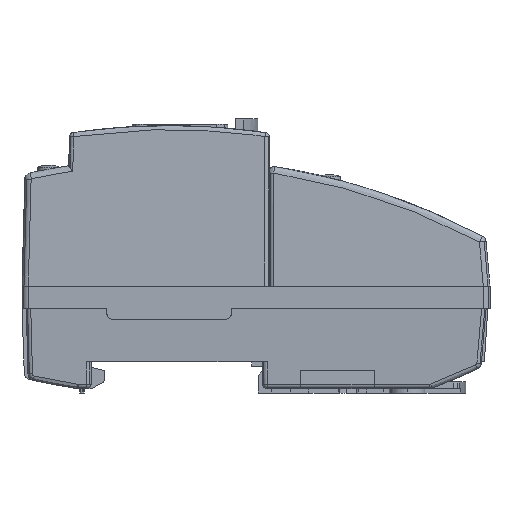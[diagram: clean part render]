
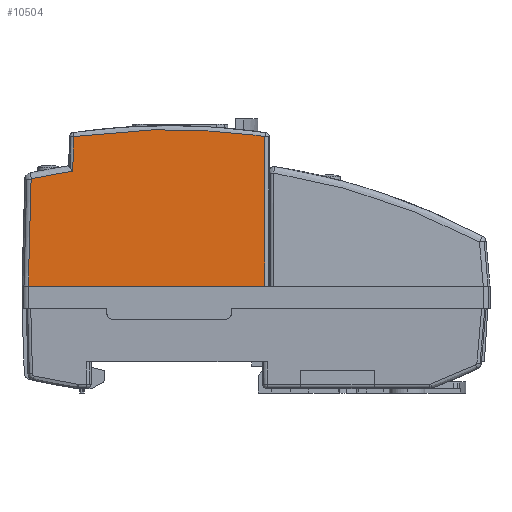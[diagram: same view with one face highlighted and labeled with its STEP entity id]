
A CAD part, left-side view. The second image highlights one B-rep face of the part: STEP entity #10504.
In plain terms, the highlighted planar face has unit normal (-1, 0, 0.026).
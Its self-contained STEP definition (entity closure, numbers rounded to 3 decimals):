
#1035 = CARTESIAN_POINT ( 'NONE',  ( 17.02, 75.871, 52.088 ) ) ;
#2187 = ORIENTED_EDGE ( 'NONE', *, *, #188770, .T. ) ;
#2224 = ORIENTED_EDGE ( 'NONE', *, *, #125069, .F. ) ;
#2715 = LINE ( 'NONE', #66953, #160518 ) ;
#9299 = VECTOR ( 'NONE', #44015, 1000. ) ;
#9793 = CARTESIAN_POINT ( 'NONE',  ( 16.98, 95.205, 50.555 ) ) ;
#10504 = ADVANCED_FACE ( 'NONE', ( #69782 ), #133993, .T. ) ;
#11634 = CARTESIAN_POINT ( 'NONE',  ( 16.772, 96.362, 42.603 ) ) ;
#12957 = CARTESIAN_POINT ( 'NONE',  ( 16.98, 52.38, 50.55 ) ) ;
#13885 = CARTESIAN_POINT ( 'NONE',  ( 16.73, 104.769, 40.994 ) ) ;
#14739 = EDGE_CURVE ( 'NONE', #106091, #140869, #127126, .T. ) ;
#14772 = CARTESIAN_POINT ( 'NONE',  ( 17.017, 66.663, 51.938 ) ) ;
#16798 = CARTESIAN_POINT ( 'NONE',  ( 16.261, 52.38, 23.07 ) ) ;
#17192 = DIRECTION ( 'NONE',  ( 0.026, 0., 1. ) ) ;
#22243 = EDGE_CURVE ( 'NONE', #163632, #140869, #2715, .T. ) ;
#24626 = EDGE_CURVE ( 'NONE', #106091, #106705, #185346, .T. ) ;
#24738 = CARTESIAN_POINT ( 'NONE',  ( 16.732, 104.698, 41.078 ) ) ;
#25626 = CARTESIAN_POINT ( 'NONE',  ( 16.98, 95.205, 50.555 ) ) ;
#25935 = CARTESIAN_POINT ( 'NONE',  ( 16.742, 102.977, 41.444 ) ) ;
#26128 = CARTESIAN_POINT ( 'NONE',  ( 16.102, 65.661, 17. ) ) ;
#29173 = LINE ( 'NONE', #77651, #171005 ) ;
#29527 = CARTESIAN_POINT ( 'NONE',  ( 16.99, 92.387, 50.943 ) ) ;
#30803 = CARTESIAN_POINT ( 'NONE',  ( 16.776, 95.402, 42.747 ) ) ;
#39180 = CARTESIAN_POINT ( 'NONE',  ( 16.102, 105.397, 17. ) ) ;
#44015 = DIRECTION ( 'NONE',  ( 0., 1., 0. ) ) ;
#44046 = CARTESIAN_POINT ( 'NONE',  ( 16.983, 53.178, 50.666 ) ) ;
#46587 = ORIENTED_EDGE ( 'NONE', *, *, #59883, .F. ) ;
#47642 = EDGE_CURVE ( 'NONE', #108061, #144842, #29173, .T. ) ;
#49027 = DIRECTION ( 'NONE',  ( 0.026, 0., 1. ) ) ;
#50101 = DIRECTION ( 'NONE',  ( -0.026, 0.026, -0.999 ) ) ;
#51892 = DIRECTION ( 'NONE',  ( 0.026, 0., 1. ) ) ;
#53020 = ORIENTED_EDGE ( 'NONE', *, *, #47642, .T. ) ;
#54271 = ORIENTED_EDGE ( 'NONE', *, *, #176424, .T. ) ;
#56601 = DIRECTION ( 'NONE',  ( -0.026, 0.017, -1. ) ) ;
#56878 = B_SPLINE_CURVE_WITH_KNOTS ( 'NONE', 3,
 ( #156524, #158618, #25935, #90190 ),
 .UNSPECIFIED., .F., .F.,
 ( 4, 4 ),
 ( 0., 1. ),
 .UNSPECIFIED. ) ;
#57257 = EDGE_LOOP ( 'NONE', ( #2224, #2187, #154101, #142250, #159908, #130754, #164125, #83964, #46587, #54271, #53020 ) ) ;
#59883 = EDGE_CURVE ( 'NONE', #181072, #91849, #70341, .T. ) ;
#64594 = CARTESIAN_POINT ( 'NONE',  ( 16.978, 95.195, 50.483 ) ) ;
#65212 = VERTEX_POINT ( 'NONE', #95144 ) ;
#65259 = CARTESIAN_POINT ( 'NONE',  ( 16.986, 93.797, 50.759 ) ) ;
#66953 = CARTESIAN_POINT ( 'NONE',  ( 16.301, 105.197, 24.627 ) ) ;
#67717 = DIRECTION ( 'NONE',  ( -1., 0., 0.026 ) ) ;
#68678 = EDGE_CURVE ( 'NONE', #196709, #114317, #56878, .T. ) ;
#69782 = FACE_OUTER_BOUND ( 'NONE', #57257, .T. ) ;
#70341 = B_SPLINE_CURVE_WITH_KNOTS ( 'NONE', 3,
 ( #25626, #65259, #29527, #89881, #189567, #173804, #145349, #1035, #80058, #206414, #77978, #185677, #14772, #144320, #160118, #207453, #175845, #158051 ),
 .UNSPECIFIED., .F., .F.,
 ( 4, 2, 2, 2, 2, 2, 2, 2, 4 ),
 ( 0., 0.105, 0.318, 0.451, 0.534, 0.617, 0.75, 0.963, 1. ),
 .UNSPECIFIED. ) ;
#77651 = CARTESIAN_POINT ( 'NONE',  ( 16.65, 95.486, 37.933 ) ) ;
#77751 = CARTESIAN_POINT ( 'NONE',  ( 16.986, 53.977, 50.776 ) ) ;
#77978 = CARTESIAN_POINT ( 'NONE',  ( 17.02, 71.378, 52.083 ) ) ;
#78050 = CARTESIAN_POINT ( 'NONE',  ( 16.763, 98.466, 42.268 ) ) ;
#79002 = CARTESIAN_POINT ( 'NONE',  ( 16.773, 96.042, 42.652 ) ) ;
#80058 = CARTESIAN_POINT ( 'NONE',  ( 17.021, 74.748, 52.1 ) ) ;
#83964 = ORIENTED_EDGE ( 'NONE', *, *, #171926, .F. ) ;
#89881 = CARTESIAN_POINT ( 'NONE',  ( 17.003, 88.117, 51.438 ) ) ;
#90190 = CARTESIAN_POINT ( 'NONE',  ( 16.732, 104.698, 41.078 ) ) ;
#91849 = VERTEX_POINT ( 'NONE', #111365 ) ;
#92810 = CARTESIAN_POINT ( 'NONE',  ( 16.759, 99.515, 42.084 ) ) ;
#95135 = CIRCLE ( 'NONE', #206059, 0.089 ) ;
#95144 = CARTESIAN_POINT ( 'NONE',  ( 16.772, 96.362, 42.603 ) ) ;
#96589 = EDGE_CURVE ( 'NONE', #114317, #163632, #95135, .T. ) ;
#97215 = DIRECTION ( 'NONE',  ( -1., 0., 0.026 ) ) ;
#105706 = B_SPLINE_CURVE_WITH_KNOTS ( 'NONE', 3,
 ( #206480, #159162, #78050, #92810 ),
 .UNSPECIFIED., .F., .F.,
 ( 4, 4 ),
 ( 0., 1. ),
 .UNSPECIFIED. ) ;
#106091 = VERTEX_POINT ( 'NONE', #184883 ) ;
#106705 = VERTEX_POINT ( 'NONE', #12957 ) ;
#108061 = VERTEX_POINT ( 'NONE', #134972 ) ;
#111365 = CARTESIAN_POINT ( 'NONE',  ( 16.989, 54.777, 50.879 ) ) ;
#114317 = VERTEX_POINT ( 'NONE', #24738 ) ;
#116264 = AXIS2_PLACEMENT_3D ( 'NONE', #118158, #97215, #17192 ) ;
#117359 = CARTESIAN_POINT ( 'NONE',  ( 16.759, 99.515, 42.084 ) ) ;
#118158 = CARTESIAN_POINT ( 'NONE',  ( 16.482, 79.014, 31.511 ) ) ;
#123482 = B_SPLINE_CURVE_WITH_KNOTS ( 'NONE', 3,
 ( #11634, #79002, #140135, #204317 ),
 .UNSPECIFIED., .F., .F.,
 ( 4, 4 ),
 ( 0., 1. ),
 .UNSPECIFIED. ) ;
#125069 = EDGE_CURVE ( 'NONE', #65212, #144842, #123482, .T. ) ;
#126336 = B_SPLINE_CURVE_WITH_KNOTS ( 'NONE', 3,
 ( #172514, #77751, #44046, #203024 ),
 .UNSPECIFIED., .F., .F.,
 ( 4, 4 ),
 ( 0., 1. ),
 .UNSPECIFIED. ) ;
#127126 = LINE ( 'NONE', #26128, #9299 ) ;
#130754 = ORIENTED_EDGE ( 'NONE', *, *, #14739, .F. ) ;
#133993 = PLANE ( 'NONE',  #116264 ) ;
#134972 = CARTESIAN_POINT ( 'NONE',  ( 16.978, 95.267, 50.484 ) ) ;
#137753 = CIRCLE ( 'NONE', #191528, 0.072 ) ;
#140135 = CARTESIAN_POINT ( 'NONE',  ( 16.775, 95.722, 42.7 ) ) ;
#140869 = VERTEX_POINT ( 'NONE', #39180 ) ;
#142250 = ORIENTED_EDGE ( 'NONE', *, *, #96589, .T. ) ;
#144320 = CARTESIAN_POINT ( 'NONE',  ( 17.009, 61.999, 51.658 ) ) ;
#144842 = VERTEX_POINT ( 'NONE', #30803 ) ;
#145349 = CARTESIAN_POINT ( 'NONE',  ( 17.019, 78.791, 52.026 ) ) ;
#145948 = DIRECTION ( 'NONE',  ( -1., 0., 0.026 ) ) ;
#147370 = DIRECTION ( 'NONE',  ( 0.026, 0., 1. ) ) ;
#154101 = ORIENTED_EDGE ( 'NONE', *, *, #68678, .T. ) ;
#156524 = CARTESIAN_POINT ( 'NONE',  ( 16.759, 99.515, 42.084 ) ) ;
#158051 = CARTESIAN_POINT ( 'NONE',  ( 16.989, 54.777, 50.879 ) ) ;
#158618 = CARTESIAN_POINT ( 'NONE',  ( 16.751, 101.249, 41.78 ) ) ;
#159162 = CARTESIAN_POINT ( 'NONE',  ( 16.768, 97.415, 42.441 ) ) ;
#159908 = ORIENTED_EDGE ( 'NONE', *, *, #22243, .T. ) ;
#160118 = CARTESIAN_POINT ( 'NONE',  ( 17.003, 59.134, 51.402 ) ) ;
#160518 = VECTOR ( 'NONE', #50101, 1000. ) ;
#163632 = VERTEX_POINT ( 'NONE', #13885 ) ;
#164125 = ORIENTED_EDGE ( 'NONE', *, *, #24626, .T. ) ;
#171005 = VECTOR ( 'NONE', #56601, 1000. ) ;
#171926 = EDGE_CURVE ( 'NONE', #91849, #106705, #126336, .T. ) ;
#172514 = CARTESIAN_POINT ( 'NONE',  ( 16.989, 54.777, 50.879 ) ) ;
#173804 = CARTESIAN_POINT ( 'NONE',  ( 17.017, 80.587, 51.955 ) ) ;
#175845 = CARTESIAN_POINT ( 'NONE',  ( 16.99, 55.277, 50.943 ) ) ;
#176424 = EDGE_CURVE ( 'NONE', #181072, #108061, #137753, .T. ) ;
#178513 = CARTESIAN_POINT ( 'NONE',  ( 16.73, 104.68, 40.992 ) ) ;
#181072 = VERTEX_POINT ( 'NONE', #9793 ) ;
#184883 = CARTESIAN_POINT ( 'NONE',  ( 16.102, 52.38, 17. ) ) ;
#185346 = LINE ( 'NONE', #16798, #200854 ) ;
#185677 = CARTESIAN_POINT ( 'NONE',  ( 17.019, 68.459, 52.013 ) ) ;
#188770 = EDGE_CURVE ( 'NONE', #65212, #196709, #105706, .T. ) ;
#189567 = CARTESIAN_POINT ( 'NONE',  ( 17.01, 85.252, 51.686 ) ) ;
#191528 = AXIS2_PLACEMENT_3D ( 'NONE', #64594, #67717, #51892 ) ;
#196709 = VERTEX_POINT ( 'NONE', #117359 ) ;
#200854 = VECTOR ( 'NONE', #147370, 1000. ) ;
#203024 = CARTESIAN_POINT ( 'NONE',  ( 16.98, 52.38, 50.55 ) ) ;
#204317 = CARTESIAN_POINT ( 'NONE',  ( 16.776, 95.402, 42.747 ) ) ;
#206059 = AXIS2_PLACEMENT_3D ( 'NONE', #178513, #145948, #49027 ) ;
#206414 = CARTESIAN_POINT ( 'NONE',  ( 17.021, 72.502, 52.097 ) ) ;
#206480 = CARTESIAN_POINT ( 'NONE',  ( 16.772, 96.362, 42.603 ) ) ;
#207453 = CARTESIAN_POINT ( 'NONE',  ( 16.992, 55.778, 51.005 ) ) ;
